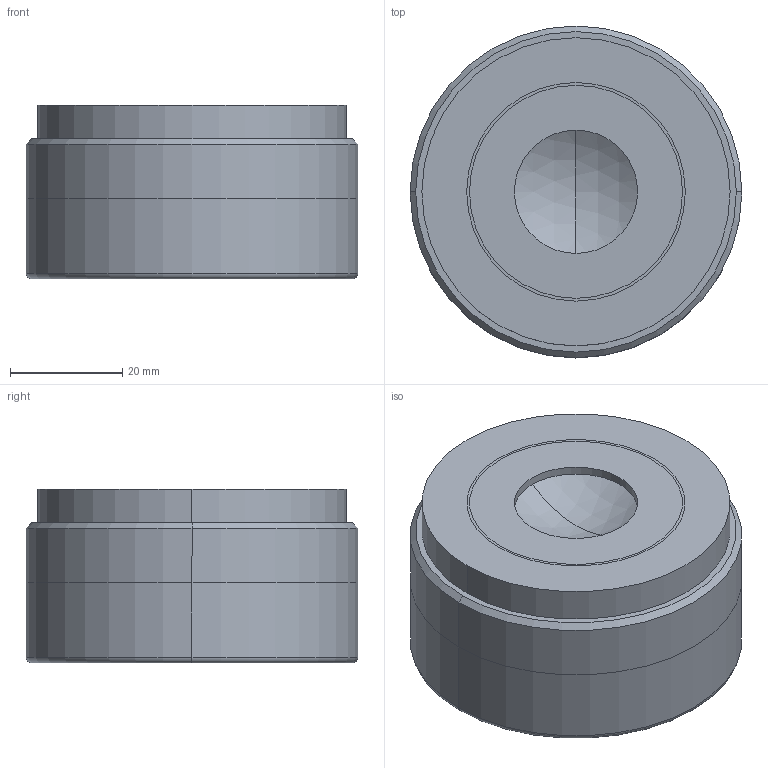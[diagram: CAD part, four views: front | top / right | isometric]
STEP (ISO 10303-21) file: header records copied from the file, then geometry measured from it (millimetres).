
FILE_DESCRIPTION (( 'STEP AP214' ), '1' );
FILE_NAME ('529401.STEP', '2019-07-18T05:20:11', ( '' ), ( '' ), 'SwSTEP 2.0', 'SolidWorks 2017', '' );
FILE_SCHEMA (( 'AUTOMOTIVE_DESIGN' ));
Length unit declared in the file: millimetre
Products named in the file (1): 529401
Bounding box: 59.2 x 59.2 x 31.01 mm (x, y, z)
Surface area: 13559.5 mm2 (no closed solid volume)
Topology: 0 solids, 6 shells, 24 faces, 56 edges, 39 vertices
Faces by surface type: cylinder 10, plane 6, cone 4, sphere 2, torus 2
Entity records: 994 total; most frequent: DIRECTION 148, CARTESIAN_POINT 120, ORIENTED_EDGE 92, AXIS2_PLACEMENT_3D 67, EDGE_CURVE 56, CIRCLE 42, VERTEX_POINT 39, EDGE_LOOP 29
